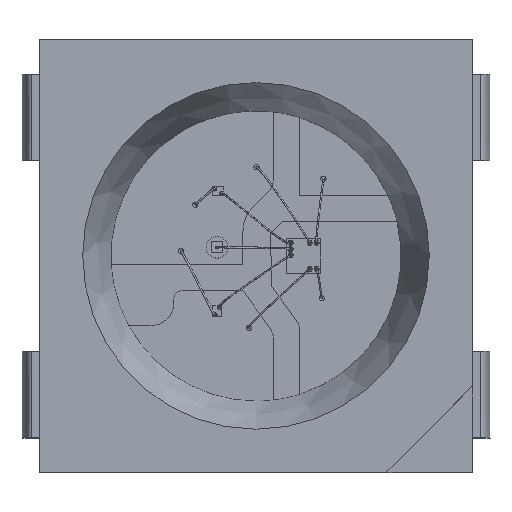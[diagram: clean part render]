
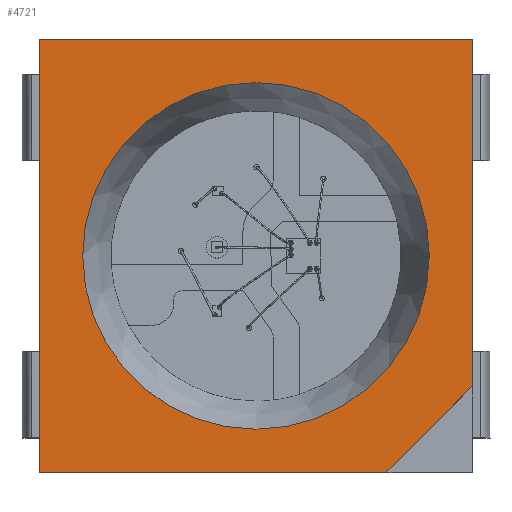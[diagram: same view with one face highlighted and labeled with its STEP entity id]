
A CAD part, top view. The second image highlights one B-rep face of the part: STEP entity #4721.
In plain terms, the highlighted planar face has unit normal (0, 0, 1).
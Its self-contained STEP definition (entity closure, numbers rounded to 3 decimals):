
#224=FACE_BOUND('',#813,.T.);
#313=PLANE('',#5068);
#517=FACE_OUTER_BOUND('',#812,.T.);
#812=EDGE_LOOP('',(#3644,#3645,#3646,#3647,#3648));
#813=EDGE_LOOP('',(#3649));
#1227=LINE('',#7086,#1665);
#1235=LINE('',#7099,#1673);
#1240=LINE('',#7109,#1678);
#1244=LINE('',#7116,#1682);
#1245=LINE('',#7117,#1683);
#1665=VECTOR('',#5772,10.);
#1673=VECTOR('',#5782,10.);
#1678=VECTOR('',#5789,10.);
#1682=VECTOR('',#5797,10.);
#1683=VECTOR('',#5798,10.);
#1946=CIRCLE('',#5035,2.);
#2158=VERTEX_POINT('',#6931);
#2210=VERTEX_POINT('',#7083);
#2211=VERTEX_POINT('',#7085);
#2214=VERTEX_POINT('',#7096);
#2215=VERTEX_POINT('',#7098);
#2219=VERTEX_POINT('',#7108);
#2666=EDGE_CURVE('',#2158,#2158,#1946,.T.);
#2739=EDGE_CURVE('',#2211,#2210,#1227,.T.);
#2747=EDGE_CURVE('',#2215,#2214,#1235,.T.);
#2752=EDGE_CURVE('',#2219,#2215,#1240,.T.);
#2756=EDGE_CURVE('',#2214,#2211,#1244,.T.);
#2757=EDGE_CURVE('',#2210,#2219,#1245,.T.);
#3644=ORIENTED_EDGE('',*,*,#2752,.T.);
#3645=ORIENTED_EDGE('',*,*,#2747,.T.);
#3646=ORIENTED_EDGE('',*,*,#2756,.T.);
#3647=ORIENTED_EDGE('',*,*,#2739,.T.);
#3648=ORIENTED_EDGE('',*,*,#2757,.T.);
#3649=ORIENTED_EDGE('',*,*,#2666,.T.);
#4721=ADVANCED_FACE('',(#517,#224),#313,.T.);
#5035=AXIS2_PLACEMENT_3D('',#6933,#5642,#5643);
#5068=AXIS2_PLACEMENT_3D('',#7115,#5795,#5796);
#5642=DIRECTION('center_axis',(0.,0.,-1.));
#5643=DIRECTION('ref_axis',(0.,1.,0.));
#5772=DIRECTION('',(0.,-1.,0.));
#5782=DIRECTION('',(0.,1.,0.));
#5789=DIRECTION('',(0.707,0.707,0.));
#5795=DIRECTION('center_axis',(0.,0.,1.));
#5796=DIRECTION('ref_axis',(1.,0.,0.));
#5797=DIRECTION('',(-1.,0.,0.));
#5798=DIRECTION('',(1.,0.,0.));
#6931=CARTESIAN_POINT('',(2.5,0.5,1.5));
#6933=CARTESIAN_POINT('Origin',(2.5,2.5,1.5));
#7083=CARTESIAN_POINT('',(0.,0.,1.5));
#7085=CARTESIAN_POINT('',(0.,5.,1.5));
#7086=CARTESIAN_POINT('',(0.,5.,1.5));
#7096=CARTESIAN_POINT('',(5.,5.,1.5));
#7098=CARTESIAN_POINT('',(5.,1.,1.5));
#7099=CARTESIAN_POINT('',(5.,0.,1.5));
#7108=CARTESIAN_POINT('',(4.,0.,1.5));
#7109=CARTESIAN_POINT('',(4.25,0.25,1.5));
#7115=CARTESIAN_POINT('Origin',(2.5,2.5,1.5));
#7116=CARTESIAN_POINT('',(5.,5.,1.5));
#7117=CARTESIAN_POINT('',(0.,0.,1.5));
